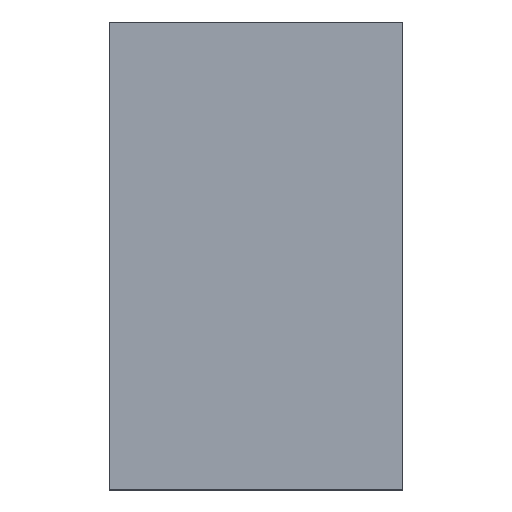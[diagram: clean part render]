
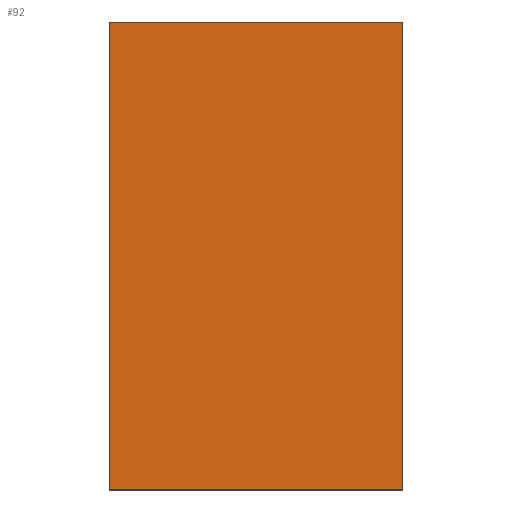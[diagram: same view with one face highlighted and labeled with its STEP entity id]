
A CAD part, top view. The second image highlights one B-rep face of the part: STEP entity #92.
In plain terms, the highlighted planar face has unit normal (0, 0, 1).
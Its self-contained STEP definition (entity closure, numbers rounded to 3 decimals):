
#1 = LINE ( 'NONE', #31, #123 ) ;
#13 = VECTOR ( 'NONE', #209, 1000. ) ;
#31 = CARTESIAN_POINT ( 'NONE',  ( 0.625, 0., 0.5 ) ) ;
#37 = EDGE_CURVE ( 'NONE', #259, #42, #223, .T. ) ;
#42 = VERTEX_POINT ( 'NONE', #101 ) ;
#53 = DIRECTION ( 'NONE',  ( 1., 0., 0. ) ) ;
#56 = EDGE_CURVE ( 'NONE', #42, #292, #302, .T. ) ;
#57 = DIRECTION ( 'NONE',  ( 0., -1., 0. ) ) ;
#59 = ORIENTED_EDGE ( 'NONE', *, *, #215, .F. ) ;
#61 = VERTEX_POINT ( 'NONE', #297 ) ;
#70 = ORIENTED_EDGE ( 'NONE', *, *, #56, .F. ) ;
#77 = DIRECTION ( 'NONE',  ( 0., 0., 1. ) ) ;
#83 = EDGE_LOOP ( 'NONE', ( #276, #89, #59, #70 ) ) ;
#89 = ORIENTED_EDGE ( 'NONE', *, *, #256, .F. ) ;
#91 = CARTESIAN_POINT ( 'NONE',  ( 0.625, -1., 0.5 ) ) ;
#92 = ADVANCED_FACE ( 'NONE', ( #274 ), #139, .T. ) ;
#94 = VECTOR ( 'NONE', #112, 1000. ) ;
#101 = CARTESIAN_POINT ( 'NONE',  ( -0.625, -1., 0.5 ) ) ;
#112 = DIRECTION ( 'NONE',  ( 1., 0., 0. ) ) ;
#119 = LINE ( 'NONE', #249, #94 ) ;
#123 = VECTOR ( 'NONE', #57, 1000. ) ;
#136 = CARTESIAN_POINT ( 'NONE',  ( 0., 0., 0.5 ) ) ;
#139 = PLANE ( 'NONE',  #257 ) ;
#179 = CARTESIAN_POINT ( 'NONE',  ( -0.625, 1., 0.5 ) ) ;
#191 = CARTESIAN_POINT ( 'NONE',  ( -0.625, 0., 0.5 ) ) ;
#209 = DIRECTION ( 'NONE',  ( -1., 0., 0. ) ) ;
#215 = EDGE_CURVE ( 'NONE', #292, #61, #119, .T. ) ;
#223 = LINE ( 'NONE', #333, #13 ) ;
#238 = DIRECTION ( 'NONE',  ( 0., 1., 0. ) ) ;
#249 = CARTESIAN_POINT ( 'NONE',  ( 0., 1., 0.5 ) ) ;
#256 = EDGE_CURVE ( 'NONE', #61, #259, #1, .T. ) ;
#257 = AXIS2_PLACEMENT_3D ( 'NONE', #136, #77, #53 ) ;
#259 = VERTEX_POINT ( 'NONE', #91 ) ;
#274 = FACE_OUTER_BOUND ( 'NONE', #83, .T. ) ;
#276 = ORIENTED_EDGE ( 'NONE', *, *, #37, .F. ) ;
#292 = VERTEX_POINT ( 'NONE', #179 ) ;
#297 = CARTESIAN_POINT ( 'NONE',  ( 0.625, 1., 0.5 ) ) ;
#302 = LINE ( 'NONE', #191, #328 ) ;
#328 = VECTOR ( 'NONE', #238, 1000. ) ;
#333 = CARTESIAN_POINT ( 'NONE',  ( 0., -1., 0.5 ) ) ;
